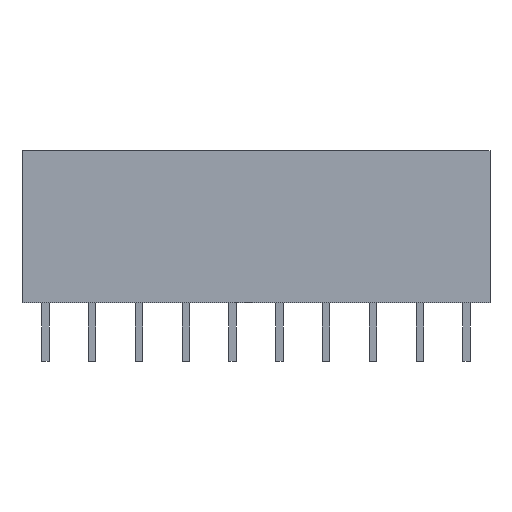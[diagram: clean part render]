
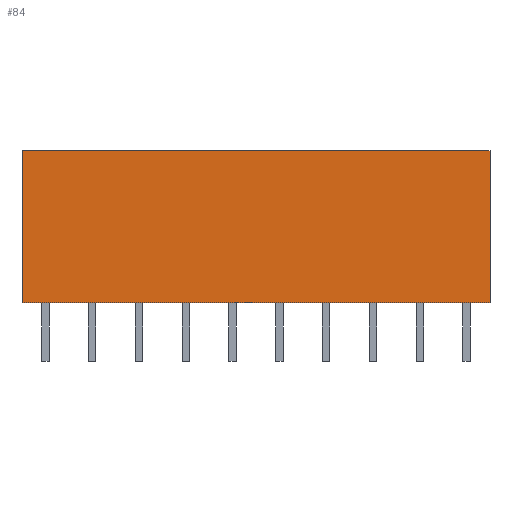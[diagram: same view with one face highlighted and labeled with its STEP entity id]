
A CAD part, front view. The second image highlights one B-rep face of the part: STEP entity #84.
In plain terms, the highlighted planar face has unit normal (0, -1, 0).
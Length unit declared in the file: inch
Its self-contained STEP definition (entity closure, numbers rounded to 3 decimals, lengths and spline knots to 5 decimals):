
#84=ADVANCED_FACE('',(#656),#370,.F.);
#370=PLANE('',#4935);
#656=FACE_OUTER_BOUND('',#940,.T.);
#940=EDGE_LOOP('',(#1266,#1267,#1268,#1269));
#1266=ORIENTED_EDGE('',*,*,#2978,.T.);
#1267=ORIENTED_EDGE('',*,*,#2979,.F.);
#1268=ORIENTED_EDGE('',*,*,#2980,.F.);
#1269=ORIENTED_EDGE('',*,*,#2981,.T.);
#2570=VERTEX_POINT('',#6449);
#2571=VERTEX_POINT('',#6450);
#2572=VERTEX_POINT('',#6452);
#2573=VERTEX_POINT('',#6454);
#2978=EDGE_CURVE('',#2570,#2571,#3630,.T.);
#2979=EDGE_CURVE('',#2572,#2571,#3631,.T.);
#2980=EDGE_CURVE('',#2573,#2572,#3632,.T.);
#2981=EDGE_CURVE('',#2573,#2570,#3633,.T.);
#3630=LINE('',#6448,#4282);
#3631=LINE('',#6451,#4283);
#3632=LINE('',#6453,#4284);
#3633=LINE('',#6455,#4285);
#4282=VECTOR('',#5223,1.);
#4283=VECTOR('',#5224,1.);
#4284=VECTOR('',#5225,1.);
#4285=VECTOR('',#5226,1.);
#4935=AXIS2_PLACEMENT_3D('',#6456,#5227,#5228);
#5223=DIRECTION('',(1.,0.,0.));
#5224=DIRECTION('',(0.,0.,-1.));
#5225=DIRECTION('',(1.,0.,0.));
#5226=DIRECTION('',(0.,0.,-1.));
#5227=DIRECTION('',(0.,1.,0.));
#5228=DIRECTION('',(-1.,0.,0.));
#6448=CARTESIAN_POINT('',(-0.05,-0.05,0.));
#6449=CARTESIAN_POINT('',(-0.05,-0.05,0.));
#6450=CARTESIAN_POINT('',(0.95,-0.05,0.));
#6451=CARTESIAN_POINT('',(0.95,-0.05,0.325));
#6452=CARTESIAN_POINT('',(0.95,-0.05,0.325));
#6453=CARTESIAN_POINT('',(-0.05,-0.05,0.325));
#6454=CARTESIAN_POINT('',(-0.05,-0.05,0.325));
#6455=CARTESIAN_POINT('',(-0.05,-0.05,0.325));
#6456=CARTESIAN_POINT('',(-0.05,-0.05,0.325));
